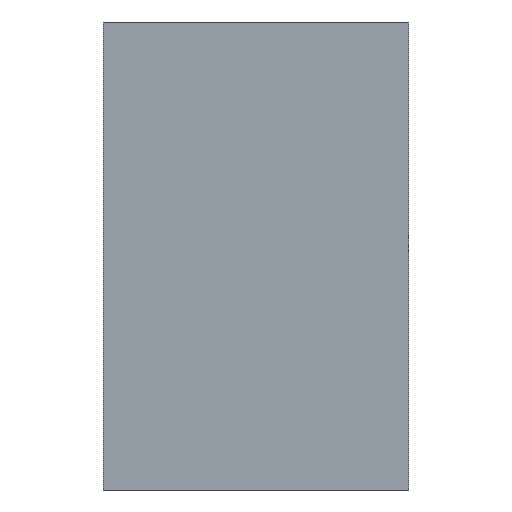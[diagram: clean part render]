
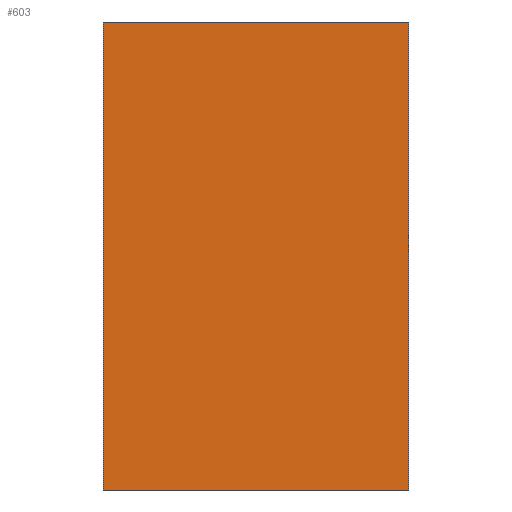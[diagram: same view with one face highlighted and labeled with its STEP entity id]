
A CAD part, front view. The second image highlights one B-rep face of the part: STEP entity #603.
In plain terms, the highlighted planar face has unit normal (0, -1, 0).
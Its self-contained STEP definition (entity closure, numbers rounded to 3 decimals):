
#36=CARTESIAN_POINT('Line Origine',(11.43,-12.7,-6.858)) ;
#40=CARTESIAN_POINT('Vertex',(19.05,-12.7,-6.858)) ;
#42=CARTESIAN_POINT('Vertex',(3.81,-12.7,-6.858)) ;
#551=CARTESIAN_POINT('Vertex',(19.05,-12.7,16.51)) ;
#554=CARTESIAN_POINT('Line Origine',(19.05,-12.7,4.826)) ;
#580=CARTESIAN_POINT('Axis2P3D Location',(0.,-12.7,0.)) ;
#585=CARTESIAN_POINT('Line Origine',(3.81,-12.7,4.826)) ;
#589=CARTESIAN_POINT('Vertex',(3.81,-12.7,16.51)) ;
#592=CARTESIAN_POINT('Line Origine',(11.43,-12.7,16.51)) ;
#38=VECTOR('Line Direction',#37,1.) ;
#556=VECTOR('Line Direction',#555,1.) ;
#587=VECTOR('Line Direction',#586,1.) ;
#594=VECTOR('Line Direction',#593,1.) ;
#37=DIRECTION('Vector Direction',(1.,0.,0.)) ;
#555=DIRECTION('Vector Direction',(0.,0.,1.)) ;
#581=DIRECTION('Axis2P3D Direction',(0.,-1.,0.)) ;
#582=DIRECTION('Axis2P3D XDirection',(1.,0.,0.)) ;
#586=DIRECTION('Vector Direction',(0.,0.,-1.)) ;
#593=DIRECTION('Vector Direction',(1.,0.,0.)) ;
#583=AXIS2_PLACEMENT_3D('Plane Axis2P3D',#580,#581,#582) ;
#39=LINE('Line',#36,#38) ;
#557=LINE('Line',#554,#556) ;
#588=LINE('Line',#585,#587) ;
#595=LINE('Line',#592,#594) ;
#584=PLANE('',#583) ;
#44=EDGE_CURVE('',#41,#43,#39,.F.) ;
#558=EDGE_CURVE('',#41,#552,#557,.T.) ;
#591=EDGE_CURVE('',#590,#43,#588,.T.) ;
#596=EDGE_CURVE('',#590,#552,#595,.T.) ;
#598=ORIENTED_EDGE('',*,*,#591,.T.) ;
#599=ORIENTED_EDGE('',*,*,#44,.F.) ;
#600=ORIENTED_EDGE('',*,*,#558,.T.) ;
#601=ORIENTED_EDGE('',*,*,#596,.F.) ;
#597=EDGE_LOOP('',(#598,#599,#600,#601)) ;
#41=VERTEX_POINT('',#40) ;
#43=VERTEX_POINT('',#42) ;
#552=VERTEX_POINT('',#551) ;
#590=VERTEX_POINT('',#589) ;
#603=ADVANCED_FACE('PartBody',(#602),#584,.T.) ;
#602=FACE_OUTER_BOUND('',#597,.T.) ;
